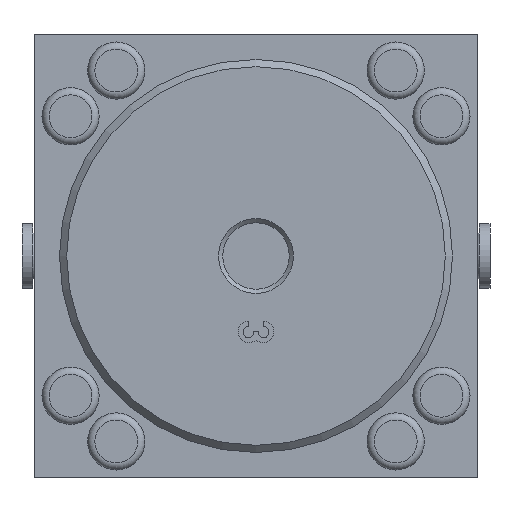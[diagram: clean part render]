
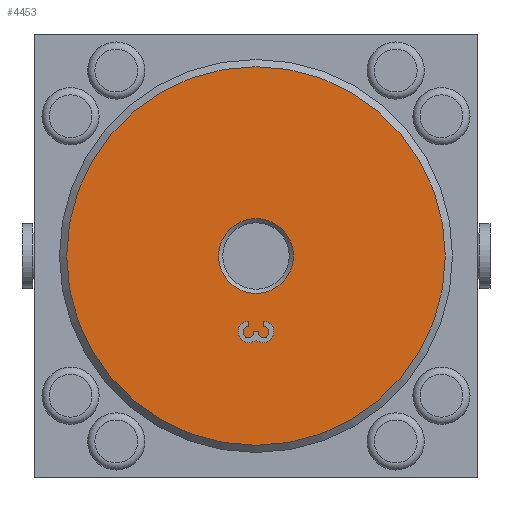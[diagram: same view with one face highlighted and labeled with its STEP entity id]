
A CAD part, front view. The second image highlights one B-rep face of the part: STEP entity #4453.
In plain terms, the highlighted planar face has unit normal (0, -1, 0).
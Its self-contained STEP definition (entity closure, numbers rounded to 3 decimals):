
#205=CIRCLE('',#4787,10.478);
#206=CIRCLE('',#4788,3.);
#207=CIRCLE('',#4789,3.);
#208=CIRCLE('',#4790,1.6);
#209=CIRCLE('',#4791,1.4);
#210=CIRCLE('',#4792,1.4);
#211=CIRCLE('',#4793,1.6);
#212=CIRCLE('',#4794,53.);
#424=ORIENTED_EDGE('',*,*,#1584,.F.);
#425=ORIENTED_EDGE('',*,*,#1585,.T.);
#426=ORIENTED_EDGE('',*,*,#1586,.T.);
#427=ORIENTED_EDGE('',*,*,#1587,.T.);
#428=ORIENTED_EDGE('',*,*,#1588,.F.);
#429=ORIENTED_EDGE('',*,*,#1589,.F.);
#430=ORIENTED_EDGE('',*,*,#1590,.T.);
#431=ORIENTED_EDGE('',*,*,#1591,.F.);
#432=ORIENTED_EDGE('',*,*,#1592,.T.);
#433=ORIENTED_EDGE('',*,*,#1593,.F.);
#434=ORIENTED_EDGE('',*,*,#1594,.F.);
#435=ORIENTED_EDGE('',*,*,#1595,.T.);
#436=ORIENTED_EDGE('',*,*,#1596,.T.);
#1584=EDGE_CURVE('',#2164,#2164,#205,.F.);
#1585=EDGE_CURVE('',#2165,#2166,#206,.T.);
#1586=EDGE_CURVE('',#2166,#2167,#207,.T.);
#1587=EDGE_CURVE('',#2167,#2168,#2609,.T.);
#1588=EDGE_CURVE('',#2169,#2168,#208,.T.);
#1589=EDGE_CURVE('',#2170,#2169,#209,.T.);
#1590=EDGE_CURVE('',#2170,#2171,#2610,.T.);
#1591=EDGE_CURVE('',#2172,#2171,#2611,.T.);
#1592=EDGE_CURVE('',#2172,#2173,#2612,.T.);
#1593=EDGE_CURVE('',#2174,#2173,#210,.T.);
#1594=EDGE_CURVE('',#2175,#2174,#211,.T.);
#1595=EDGE_CURVE('',#2175,#2165,#2613,.T.);
#1596=EDGE_CURVE('',#2176,#2176,#212,.T.);
#2164=VERTEX_POINT('',#6722);
#2165=VERTEX_POINT('',#6724);
#2166=VERTEX_POINT('',#6725);
#2167=VERTEX_POINT('',#6727);
#2168=VERTEX_POINT('',#6729);
#2169=VERTEX_POINT('',#6731);
#2170=VERTEX_POINT('',#6733);
#2171=VERTEX_POINT('',#6735);
#2172=VERTEX_POINT('',#6737);
#2173=VERTEX_POINT('',#6739);
#2174=VERTEX_POINT('',#6741);
#2175=VERTEX_POINT('',#6743);
#2176=VERTEX_POINT('',#6746);
#2609=LINE('',#6728,#3002);
#2610=LINE('',#6734,#3003);
#2611=LINE('',#6736,#3004);
#2612=LINE('',#6738,#3005);
#2613=LINE('',#6744,#3006);
#3002=VECTOR('',#5327,1000.);
#3003=VECTOR('',#5332,1000.);
#3004=VECTOR('',#5333,1000.);
#3005=VECTOR('',#5334,1000.);
#3006=VECTOR('',#5339,1000.);
#3362=EDGE_LOOP('',(#424));
#3363=EDGE_LOOP('',(#425,#426,#427,#428,#429,#430,#431,#432,#433,#434,#435));
#3364=EDGE_LOOP('',(#436));
#3817=FACE_BOUND('',#3362,.T.);
#3818=FACE_BOUND('',#3363,.T.);
#3819=FACE_BOUND('',#3364,.T.);
#4284=PLANE('',#4786);
#4453=ADVANCED_FACE('',(#3817,#3818,#3819),#4284,.F.);
#4786=AXIS2_PLACEMENT_3D('',#6720,#5319,#5320);
#4787=AXIS2_PLACEMENT_3D('',#6721,#5321,#5322);
#4788=AXIS2_PLACEMENT_3D('',#6723,#5323,#5324);
#4789=AXIS2_PLACEMENT_3D('',#6726,#5325,#5326);
#4790=AXIS2_PLACEMENT_3D('',#6730,#5328,#5329);
#4791=AXIS2_PLACEMENT_3D('',#6732,#5330,#5331);
#4792=AXIS2_PLACEMENT_3D('',#6740,#5335,#5336);
#4793=AXIS2_PLACEMENT_3D('',#6742,#5337,#5338);
#4794=AXIS2_PLACEMENT_3D('',#6745,#5340,#5341);
#5319=DIRECTION('',(0.,1.,0.));
#5320=DIRECTION('',(0.,0.,1.));
#5321=DIRECTION('',(0.,1.,0.));
#5322=DIRECTION('',(0.,0.,1.));
#5323=DIRECTION('',(0.,1.,0.));
#5324=DIRECTION('',(1.,0.,0.));
#5325=DIRECTION('',(0.,1.,0.));
#5326=DIRECTION('',(1.,0.,0.));
#5327=DIRECTION('',(0.,0.,-1.));
#5328=DIRECTION('',(0.,1.,0.));
#5329=DIRECTION('',(1.,0.,0.));
#5330=DIRECTION('',(0.,1.,0.));
#5331=DIRECTION('',(1.,0.,0.));
#5332=DIRECTION('',(0.,0.,1.));
#5333=DIRECTION('',(-1.,0.,0.));
#5334=DIRECTION('',(0.,0.,-1.));
#5335=DIRECTION('',(0.,1.,0.));
#5336=DIRECTION('',(1.,0.,0.));
#5337=DIRECTION('',(0.,1.,0.));
#5338=DIRECTION('',(1.,0.,0.));
#5339=DIRECTION('',(0.,0.,1.));
#5340=DIRECTION('',(0.,-1.,0.));
#5341=DIRECTION('',(0.,0.,-1.));
#6720=CARTESIAN_POINT('',(0.,-150.,-53.));
#6721=CARTESIAN_POINT('',(0.,-150.,0.));
#6722=CARTESIAN_POINT('',(0.,-150.,10.478));
#6723=CARTESIAN_POINT('',(2.,-150.,-21.3));
#6724=CARTESIAN_POINT('',(2.,-150.,-18.3));
#6725=CARTESIAN_POINT('',(0.,-150.,-23.536));
#6726=CARTESIAN_POINT('',(-2.,-150.,-21.3));
#6727=CARTESIAN_POINT('',(-2.,-150.,-18.3));
#6728=CARTESIAN_POINT('',(-2.,-150.,-18.3));
#6729=CARTESIAN_POINT('',(-2.,-150.,-19.7));
#6730=CARTESIAN_POINT('',(-2.,-150.,-21.3));
#6731=CARTESIAN_POINT('',(-2.8,-150.,-22.686));
#6732=CARTESIAN_POINT('',(-2.1,-150.,-21.473));
#6733=CARTESIAN_POINT('',(-0.7,-150.,-21.473));
#6734=CARTESIAN_POINT('',(-0.7,-150.,-21.473));
#6735=CARTESIAN_POINT('',(-0.7,-150.,-21.));
#6736=CARTESIAN_POINT('',(0.,-150.,-21.));
#6737=CARTESIAN_POINT('',(0.7,-150.,-21.));
#6738=CARTESIAN_POINT('',(0.7,-150.,-21.));
#6739=CARTESIAN_POINT('',(0.7,-150.,-21.473));
#6740=CARTESIAN_POINT('',(2.1,-150.,-21.473));
#6741=CARTESIAN_POINT('',(2.8,-150.,-22.686));
#6742=CARTESIAN_POINT('',(2.,-150.,-21.3));
#6743=CARTESIAN_POINT('',(2.,-150.,-19.7));
#6744=CARTESIAN_POINT('',(2.,-150.,-19.7));
#6745=CARTESIAN_POINT('',(0.,-150.,0.));
#6746=CARTESIAN_POINT('',(0.,-150.,-53.));
